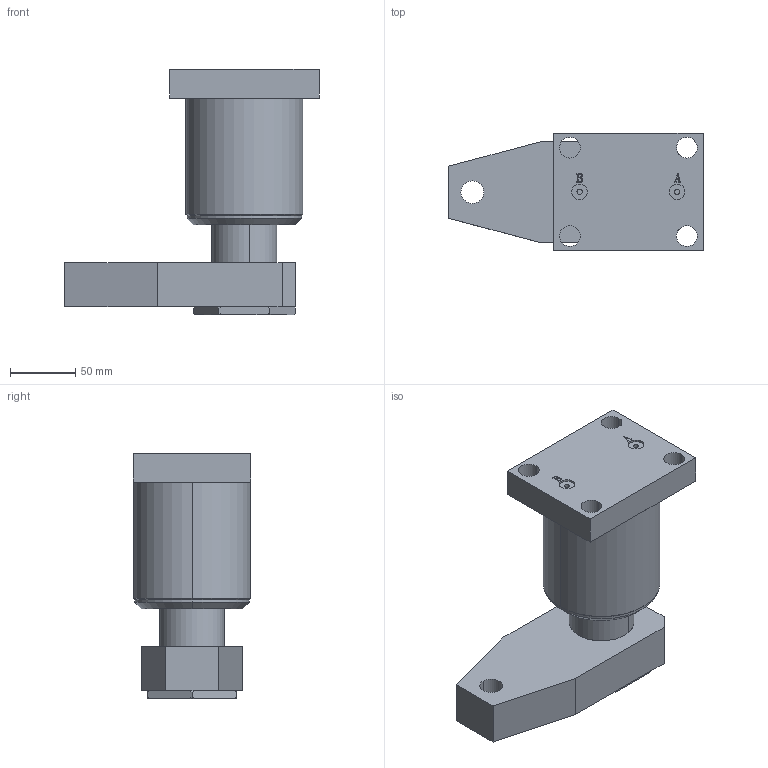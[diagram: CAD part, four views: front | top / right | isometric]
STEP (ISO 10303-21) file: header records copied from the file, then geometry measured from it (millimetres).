
FILE_DESCRIPTION (( 'STEP AP203' ), '1' );
FILE_NAME ('HPS-63DC.STEP', '2022-12-05T03:16:27', ( '微软用户' ), ( '微软中国' ), 'SwSTEP 2.0', 'SolidWorks 2012', '' );
FILE_SCHEMA (( 'CONFIG_CONTROL_DESIGN' ));
Length unit declared in the file: millimetre
Products named in the file (5): HPS-63DC; HPS-63揤旋; HPS-63鞠褒蹟譫; HPS-63活塞杆; HPS-63DC掛极
Assembly tree (4 placements, depth 2):
  HPS-63DC
    HPS-63DC掛极
    HPS-63活塞杆
    HPS-63鞠褒蹟譫
    HPS-63揤旋
Bounding box: 195.5 x 90 x 188.5 mm (x, y, z)
Volume: 1233489.2 mm3; surface area: 157057.9 mm2
Topology: 4 solids, 4 shells, 167 faces, 405 edges, 262 vertices
Faces by surface type: plane 77, cylinder 40, cone 28, bspline 16, torus 6
Entity records: 6196 total; most frequent: CARTESIAN_POINT 1777, ORIENTED_EDGE 810, DIRECTION 787, EDGE_CURVE 405, AXIS2_PLACEMENT_3D 280, VERTEX_POINT 262, VECTOR 227, LINE 227
